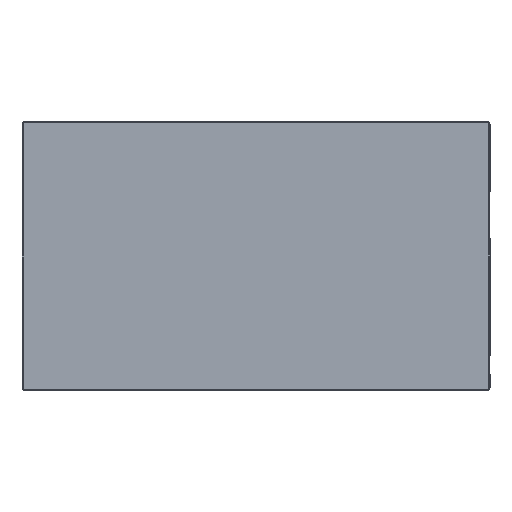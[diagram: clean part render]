
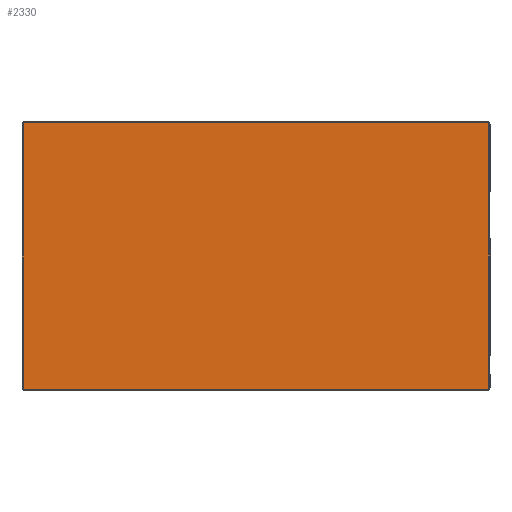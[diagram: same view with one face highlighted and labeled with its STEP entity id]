
A CAD part, front view. The second image highlights one B-rep face of the part: STEP entity #2330.
In plain terms, the highlighted planar face has unit normal (0, -1, 0).
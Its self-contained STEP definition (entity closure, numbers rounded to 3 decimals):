
#47 = CARTESIAN_POINT ( 'NONE',  ( -450.8, -1.2, -257.8 ) ) ;
#96 = EDGE_LOOP ( 'NONE', ( #2827, #852, #1770, #2657 ) ) ;
#219 = VECTOR ( 'NONE', #813, 1000. ) ;
#252 = LINE ( 'NONE', #1243, #328 ) ;
#328 = VECTOR ( 'NONE', #592, 1000. ) ;
#445 = DIRECTION ( 'NONE',  ( 0., 0., 1. ) ) ;
#570 = EDGE_CURVE ( 'NONE', #1222, #2578, #2245, .T. ) ;
#592 = DIRECTION ( 'NONE',  ( 0., 0., -1. ) ) ;
#715 = CARTESIAN_POINT ( 'NONE',  ( 450.8, -1.2, -257.8 ) ) ;
#729 = CARTESIAN_POINT ( 'NONE',  ( 453., -1.2, 257.8 ) ) ;
#813 = DIRECTION ( 'NONE',  ( -1., 0., 0. ) ) ;
#852 = ORIENTED_EDGE ( 'NONE', *, *, #1279, .F. ) ;
#884 = EDGE_CURVE ( 'NONE', #2499, #1222, #2171, .T. ) ;
#974 = EDGE_CURVE ( 'NONE', #1014, #2499, #252, .T. ) ;
#1014 = VERTEX_POINT ( 'NONE', #1750 ) ;
#1068 = DIRECTION ( 'NONE',  ( 0., 0., 1. ) ) ;
#1137 = PLANE ( 'NONE',  #1581 ) ;
#1222 = VERTEX_POINT ( 'NONE', #47 ) ;
#1240 = VECTOR ( 'NONE', #2529, 1000. ) ;
#1243 = CARTESIAN_POINT ( 'NONE',  ( 450.8, -1.2, 257.8 ) ) ;
#1279 = EDGE_CURVE ( 'NONE', #2578, #1014, #1468, .T. ) ;
#1344 = FACE_OUTER_BOUND ( 'NONE', #96, .T. ) ;
#1468 = LINE ( 'NONE', #729, #1240 ) ;
#1581 = AXIS2_PLACEMENT_3D ( 'NONE', #2051, #2240, #445 ) ;
#1675 = CARTESIAN_POINT ( 'NONE',  ( -450.8, -1.2, 257.8 ) ) ;
#1750 = CARTESIAN_POINT ( 'NONE',  ( 450.8, -1.2, 257.8 ) ) ;
#1770 = ORIENTED_EDGE ( 'NONE', *, *, #570, .F. ) ;
#1926 = CARTESIAN_POINT ( 'NONE',  ( 453., -1.2, -257.8 ) ) ;
#2051 = CARTESIAN_POINT ( 'NONE',  ( 0., -1.2, 0. ) ) ;
#2171 = LINE ( 'NONE', #1926, #219 ) ;
#2240 = DIRECTION ( 'NONE',  ( 0., 1., 0. ) ) ;
#2245 = LINE ( 'NONE', #2907, #2488 ) ;
#2330 = ADVANCED_FACE ( 'NONE', ( #1344 ), #1137, .F. ) ;
#2488 = VECTOR ( 'NONE', #1068, 1000. ) ;
#2499 = VERTEX_POINT ( 'NONE', #715 ) ;
#2529 = DIRECTION ( 'NONE',  ( 1., 0., 0. ) ) ;
#2578 = VERTEX_POINT ( 'NONE', #1675 ) ;
#2657 = ORIENTED_EDGE ( 'NONE', *, *, #884, .F. ) ;
#2827 = ORIENTED_EDGE ( 'NONE', *, *, #974, .F. ) ;
#2907 = CARTESIAN_POINT ( 'NONE',  ( -450.8, -1.2, -257.8 ) ) ;
